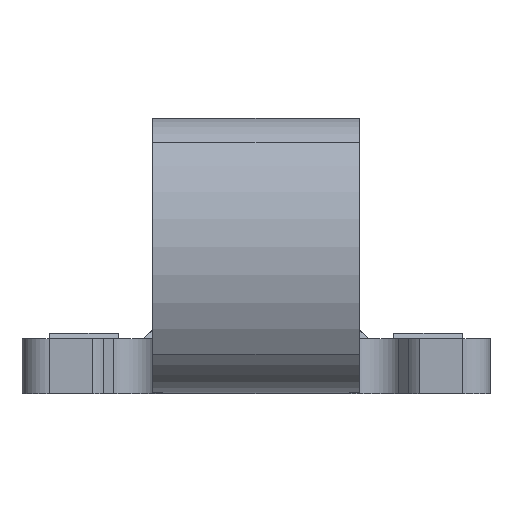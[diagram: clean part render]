
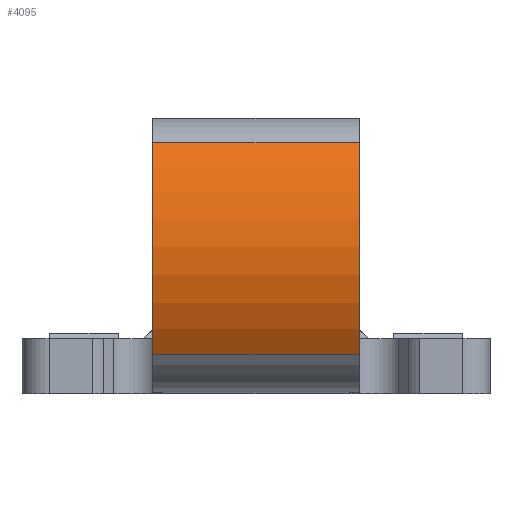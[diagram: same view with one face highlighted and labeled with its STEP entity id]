
A CAD part, front view. The second image highlights one B-rep face of the part: STEP entity #4095.
In plain terms, the highlighted cylindrical face has radius 6.5 mm (diameter 13 mm), a partial arc.
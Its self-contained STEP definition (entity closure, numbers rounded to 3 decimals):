
#56 = DIRECTION ( 'NONE',  ( 0., 0., -1. ) ) ;
#293 = ORIENTED_EDGE ( 'NONE', *, *, #2464, .T. ) ;
#322 = ORIENTED_EDGE ( 'NONE', *, *, #3847, .F. ) ;
#505 = LINE ( 'NONE', #1215, #2093 ) ;
#512 = CARTESIAN_POINT ( 'NONE',  ( 3.75, -16.437, 1.438 ) ) ;
#550 = CYLINDRICAL_SURFACE ( 'NONE', #2883, 6.5 ) ;
#608 = CARTESIAN_POINT ( 'NONE',  ( 3.75, -16.036, 9.109 ) ) ;
#720 = CARTESIAN_POINT ( 'NONE',  ( 3.75, -16.036, 9.109 ) ) ;
#856 = VERTEX_POINT ( 'NONE', #720 ) ;
#992 = DIRECTION ( 'NONE',  ( 1., 0., 0. ) ) ;
#1215 = CARTESIAN_POINT ( 'NONE',  ( 3.75, -16.437, 1.438 ) ) ;
#1281 = AXIS2_PLACEMENT_3D ( 'NONE', #1696, #3575, #2603 ) ;
#1387 = CARTESIAN_POINT ( 'NONE',  ( -3.75, -16.437, 1.438 ) ) ;
#1602 = VECTOR ( 'NONE', #2539, 1000. ) ;
#1670 = EDGE_LOOP ( 'NONE', ( #2095, #293, #3344, #322 ) ) ;
#1696 = CARTESIAN_POINT ( 'NONE',  ( 3.75, -11., 5. ) ) ;
#2061 = DIRECTION ( 'NONE',  ( 1., 0., 0. ) ) ;
#2088 = VERTEX_POINT ( 'NONE', #1387 ) ;
#2093 = VECTOR ( 'NONE', #2767, 1000. ) ;
#2095 = ORIENTED_EDGE ( 'NONE', *, *, #3007, .T. ) ;
#2362 = CARTESIAN_POINT ( 'NONE',  ( -3.75, -11., 5. ) ) ;
#2464 = EDGE_CURVE ( 'NONE', #856, #3550, #3296, .T. ) ;
#2539 = DIRECTION ( 'NONE',  ( -1., 0., 0. ) ) ;
#2603 = DIRECTION ( 'NONE',  ( 0., 0., -1. ) ) ;
#2657 = CARTESIAN_POINT ( 'NONE',  ( -3.75, -16.036, 9.109 ) ) ;
#2688 = CIRCLE ( 'NONE', #4005, 6.5 ) ;
#2767 = DIRECTION ( 'NONE',  ( -1., 0., 0. ) ) ;
#2883 = AXIS2_PLACEMENT_3D ( 'NONE', #3542, #992, #56 ) ;
#3007 = EDGE_CURVE ( 'NONE', #3714, #856, #3236, .T. ) ;
#3147 = EDGE_CURVE ( 'NONE', #3550, #2088, #2688, .T. ) ;
#3236 = CIRCLE ( 'NONE', #1281, 6.5 ) ;
#3296 = LINE ( 'NONE', #608, #1602 ) ;
#3344 = ORIENTED_EDGE ( 'NONE', *, *, #3147, .T. ) ;
#3405 = DIRECTION ( 'NONE',  ( 0., 0., -1. ) ) ;
#3542 = CARTESIAN_POINT ( 'NONE',  ( 3.75, -11., 5. ) ) ;
#3550 = VERTEX_POINT ( 'NONE', #2657 ) ;
#3575 = DIRECTION ( 'NONE',  ( -1., 0., 0. ) ) ;
#3714 = VERTEX_POINT ( 'NONE', #512 ) ;
#3847 = EDGE_CURVE ( 'NONE', #3714, #2088, #505, .T. ) ;
#4005 = AXIS2_PLACEMENT_3D ( 'NONE', #2362, #2061, #3405 ) ;
#4028 = FACE_OUTER_BOUND ( 'NONE', #1670, .T. ) ;
#4095 = ADVANCED_FACE ( 'NONE', ( #4028 ), #550, .T. ) ;
